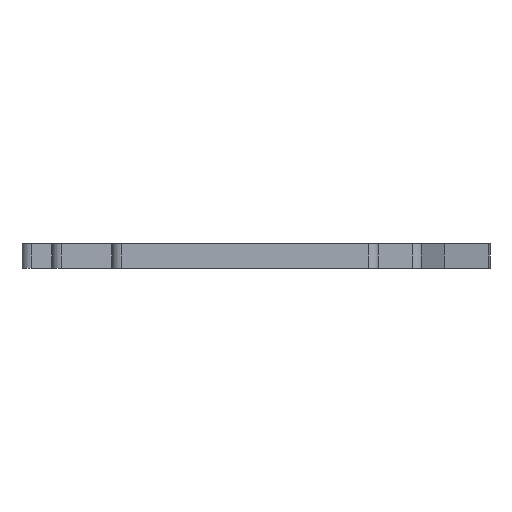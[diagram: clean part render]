
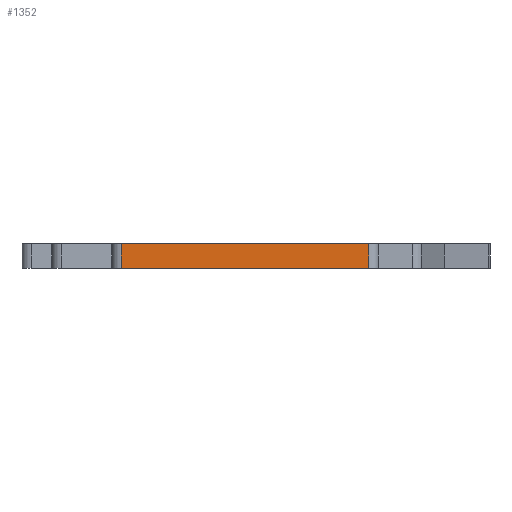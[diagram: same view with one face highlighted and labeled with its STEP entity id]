
A CAD part, left-side view. The second image highlights one B-rep face of the part: STEP entity #1352.
In plain terms, the highlighted planar face has unit normal (-1, 0, 0).
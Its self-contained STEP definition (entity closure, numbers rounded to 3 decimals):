
#607=CARTESIAN_POINT('',(73.867,55.401,4.));
#608=VERTEX_POINT('',#607);
#616=CARTESIAN_POINT('',(73.867,5.901,4.));
#617=VERTEX_POINT('',#616);
#618=CARTESIAN_POINT('',(73.867,55.401,4.));
#619=DIRECTION('',(0.,-1.,0.));
#620=VECTOR('',#619,49.5);
#621=LINE('',#618,#620);
#622=EDGE_CURVE('',#608,#617,#621,.T.);
#1310=CARTESIAN_POINT('',(73.867,55.401,-1.));
#1311=VERTEX_POINT('',#1310);
#1319=CARTESIAN_POINT('',(73.867,55.401,4.));
#1320=DIRECTION('',(0.,0.,-1.));
#1321=VECTOR('',#1320,5.);
#1322=LINE('',#1319,#1321);
#1323=EDGE_CURVE('',#608,#1311,#1322,.T.);
#1329=CARTESIAN_POINT('',(73.867,30.651,4.));
#1330=DIRECTION('',(1.,0.,0.));
#1331=DIRECTION('',(-0.,1.,0.));
#1332=AXIS2_PLACEMENT_3D('',#1329,#1330,#1331);
#1333=PLANE('',#1332);
#1334=ORIENTED_EDGE('',*,*,#1323,.T.);
#1335=CARTESIAN_POINT('',(73.867,5.901,-1.));
#1336=VERTEX_POINT('',#1335);
#1337=CARTESIAN_POINT('',(73.867,55.401,-1.));
#1338=DIRECTION('',(0.,-1.,0.));
#1339=VECTOR('',#1338,49.5);
#1340=LINE('',#1337,#1339);
#1341=EDGE_CURVE('',#1311,#1336,#1340,.T.);
#1342=ORIENTED_EDGE('',*,*,#1341,.T.);
#1343=CARTESIAN_POINT('',(73.867,5.901,4.));
#1344=DIRECTION('',(0.,0.,-1.));
#1345=VECTOR('',#1344,5.);
#1346=LINE('',#1343,#1345);
#1347=EDGE_CURVE('',#617,#1336,#1346,.T.);
#1348=ORIENTED_EDGE('',*,*,#1347,.F.);
#1349=ORIENTED_EDGE('',*,*,#622,.F.);
#1350=EDGE_LOOP('',(#1334,#1342,#1348,#1349));
#1351=FACE_BOUND('',#1350,.T.);
#1352=ADVANCED_FACE('',(#1351),#1333,.F.);
